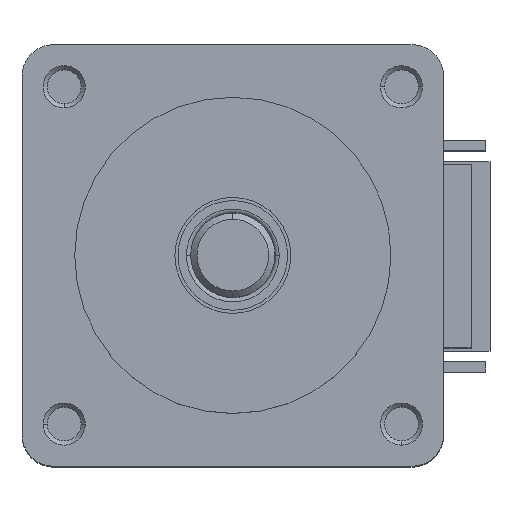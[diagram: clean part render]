
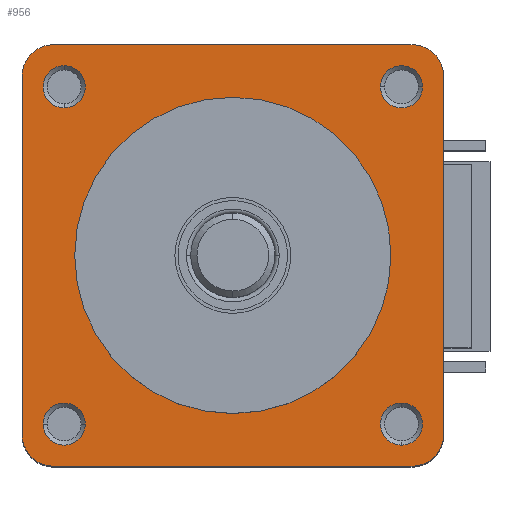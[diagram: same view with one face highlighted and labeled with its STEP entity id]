
A CAD part, top view. The second image highlights one B-rep face of the part: STEP entity #956.
In plain terms, the highlighted planar face has unit normal (0, 0, 1).
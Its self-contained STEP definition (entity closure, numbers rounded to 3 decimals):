
#1=CARTESIAN_POINT('',(0.,0.,5.5));
#2=DIRECTION('',(0.,0.,1.));
#3=DIRECTION('',(0.,-1.,0.));
#4=AXIS2_PLACEMENT_3D('',#1,#2,#3);
#6=CARTESIAN_POINT('',(0.,0.,5.5));
#7=DIRECTION('',(0.,0.,1.));
#8=DIRECTION('',(0.,1.,0.));
#9=AXIS2_PLACEMENT_3D('',#6,#7,#8);
#11=CARTESIAN_POINT('',(8.5,8.5,5.5));
#12=DIRECTION('',(0.,0.,1.));
#13=DIRECTION('',(1.,0.,0.));
#14=AXIS2_PLACEMENT_3D('',#11,#12,#13);
#16=DIRECTION('',(0.,1.,0.));
#17=VECTOR('',#16,17.);
#18=CARTESIAN_POINT('',(10.,-8.5,5.5));
#19=LINE('',#18,#17);
#20=CARTESIAN_POINT('',(8.5,-8.5,5.5));
#21=DIRECTION('',(0.,0.,1.));
#22=DIRECTION('',(0.,-1.,0.));
#23=AXIS2_PLACEMENT_3D('',#20,#21,#22);
#25=DIRECTION('',(1.,0.,0.));
#26=VECTOR('',#25,17.);
#27=CARTESIAN_POINT('',(-8.5,-10.,5.5));
#28=LINE('',#27,#26);
#29=CARTESIAN_POINT('',(-8.5,-8.5,5.5));
#30=DIRECTION('',(0.,0.,1.));
#31=DIRECTION('',(-1.,0.,0.));
#32=AXIS2_PLACEMENT_3D('',#29,#30,#31);
#34=DIRECTION('',(0.,-1.,0.));
#35=VECTOR('',#34,17.);
#36=CARTESIAN_POINT('',(-10.,8.5,5.5));
#37=LINE('',#36,#35);
#38=CARTESIAN_POINT('',(-8.5,8.5,5.5));
#39=DIRECTION('',(0.,0.,1.));
#40=DIRECTION('',(0.,1.,0.));
#41=AXIS2_PLACEMENT_3D('',#38,#39,#40);
#43=DIRECTION('',(-1.,0.,0.));
#44=VECTOR('',#43,17.);
#45=CARTESIAN_POINT('',(8.5,10.,5.5));
#46=LINE('',#45,#44);
#47=CARTESIAN_POINT('',(8.,8.,5.5));
#48=DIRECTION('',(0.,0.,-1.));
#49=DIRECTION('',(1.,0.,0.));
#50=AXIS2_PLACEMENT_3D('',#47,#48,#49);
#52=CARTESIAN_POINT('',(8.,8.,5.5));
#53=DIRECTION('',(0.,0.,-1.));
#54=DIRECTION('',(-1.,0.,0.));
#55=AXIS2_PLACEMENT_3D('',#52,#53,#54);
#57=CARTESIAN_POINT('',(8.,-8.,5.5));
#58=DIRECTION('',(0.,0.,-1.));
#59=DIRECTION('',(0.,1.,0.));
#60=AXIS2_PLACEMENT_3D('',#57,#58,#59);
#62=CARTESIAN_POINT('',(8.,-8.,5.5));
#63=DIRECTION('',(0.,0.,-1.));
#64=DIRECTION('',(0.,-1.,0.));
#65=AXIS2_PLACEMENT_3D('',#62,#63,#64);
#67=CARTESIAN_POINT('',(-8.,-8.,5.5));
#68=DIRECTION('',(0.,0.,-1.));
#69=DIRECTION('',(1.,0.,0.));
#70=AXIS2_PLACEMENT_3D('',#67,#68,#69);
#72=CARTESIAN_POINT('',(-8.,-8.,5.5));
#73=DIRECTION('',(0.,0.,-1.));
#74=DIRECTION('',(-1.,0.,0.));
#75=AXIS2_PLACEMENT_3D('',#72,#73,#74);
#77=CARTESIAN_POINT('',(-8.,8.,5.5));
#78=DIRECTION('',(0.,0.,-1.));
#79=DIRECTION('',(0.,-1.,0.));
#80=AXIS2_PLACEMENT_3D('',#77,#78,#79);
#82=CARTESIAN_POINT('',(-8.,8.,5.5));
#83=DIRECTION('',(0.,0.,-1.));
#84=DIRECTION('',(0.,1.,0.));
#85=AXIS2_PLACEMENT_3D('',#82,#83,#84);
#707=CARTESIAN_POINT('',(0.,-7.5,5.5));
#708=CARTESIAN_POINT('',(0.,7.5,5.5));
#709=VERTEX_POINT('',#707);
#710=VERTEX_POINT('',#708);
#783=CARTESIAN_POINT('',(10.,8.5,5.5));
#784=VERTEX_POINT('',#783);
#785=CARTESIAN_POINT('',(8.5,10.,5.5));
#786=VERTEX_POINT('',#785);
#787=CARTESIAN_POINT('',(10.,-8.5,5.5));
#788=VERTEX_POINT('',#787);
#789=CARTESIAN_POINT('',(-8.5,10.,5.5));
#790=VERTEX_POINT('',#789);
#795=CARTESIAN_POINT('',(-10.,8.5,5.5));
#796=VERTEX_POINT('',#795);
#801=CARTESIAN_POINT('',(-10.,-8.5,5.5));
#802=VERTEX_POINT('',#801);
#803=CARTESIAN_POINT('',(-8.5,-10.,5.5));
#804=VERTEX_POINT('',#803);
#809=CARTESIAN_POINT('',(8.5,-10.,5.5));
#810=VERTEX_POINT('',#809);
#863=CARTESIAN_POINT('',(9.,8.,5.5));
#864=CARTESIAN_POINT('',(7.,8.,5.5));
#865=VERTEX_POINT('',#863);
#866=VERTEX_POINT('',#864);
#871=CARTESIAN_POINT('',(8.,-7.,5.5));
#872=CARTESIAN_POINT('',(8.,-9.,5.5));
#873=VERTEX_POINT('',#871);
#874=VERTEX_POINT('',#872);
#879=CARTESIAN_POINT('',(-7.,-8.,5.5));
#880=CARTESIAN_POINT('',(-9.,-8.,5.5));
#881=VERTEX_POINT('',#879);
#882=VERTEX_POINT('',#880);
#887=CARTESIAN_POINT('',(-8.,7.,5.5));
#888=CARTESIAN_POINT('',(-8.,9.,5.5));
#889=VERTEX_POINT('',#887);
#890=VERTEX_POINT('',#888);
#903=CARTESIAN_POINT('',(0.,0.,5.5));
#904=DIRECTION('',(0.,0.,1.));
#905=DIRECTION('',(0.,-1.,0.));
#906=AXIS2_PLACEMENT_3D('',#903,#904,#905);
#907=PLANE('',#906);
#909=ORIENTED_EDGE('',*,*,#908,.F.);
#911=ORIENTED_EDGE('',*,*,#910,.F.);
#913=ORIENTED_EDGE('',*,*,#912,.F.);
#915=ORIENTED_EDGE('',*,*,#914,.F.);
#917=ORIENTED_EDGE('',*,*,#916,.F.);
#919=ORIENTED_EDGE('',*,*,#918,.F.);
#921=ORIENTED_EDGE('',*,*,#920,.F.);
#923=ORIENTED_EDGE('',*,*,#922,.F.);
#924=EDGE_LOOP('',(#909,#911,#913,#915,#917,#919,#921,#923));
#925=FACE_OUTER_BOUND('',#924,.F.);
#927=ORIENTED_EDGE('',*,*,#926,.T.);
#929=ORIENTED_EDGE('',*,*,#928,.T.);
#930=EDGE_LOOP('',(#927,#929));
#931=FACE_BOUND('',#930,.F.);
#933=ORIENTED_EDGE('',*,*,#932,.F.);
#935=ORIENTED_EDGE('',*,*,#934,.F.);
#936=EDGE_LOOP('',(#933,#935));
#937=FACE_BOUND('',#936,.F.);
#939=ORIENTED_EDGE('',*,*,#938,.F.);
#941=ORIENTED_EDGE('',*,*,#940,.F.);
#942=EDGE_LOOP('',(#939,#941));
#943=FACE_BOUND('',#942,.F.);
#945=ORIENTED_EDGE('',*,*,#944,.F.);
#947=ORIENTED_EDGE('',*,*,#946,.F.);
#948=EDGE_LOOP('',(#945,#947));
#949=FACE_BOUND('',#948,.F.);
#951=ORIENTED_EDGE('',*,*,#950,.F.);
#953=ORIENTED_EDGE('',*,*,#952,.F.);
#954=EDGE_LOOP('',(#951,#953));
#955=FACE_BOUND('',#954,.F.);
#956=ADVANCED_FACE('',(#925,#931,#937,#943,#949,#955),#907,.T.);
#5=CIRCLE('',#4,7.5);
#10=CIRCLE('',#9,7.5);
#15=CIRCLE('',#14,1.5);
#24=CIRCLE('',#23,1.5);
#33=CIRCLE('',#32,1.5);
#42=CIRCLE('',#41,1.5);
#51=CIRCLE('',#50,1.);
#56=CIRCLE('',#55,1.);
#61=CIRCLE('',#60,1.);
#66=CIRCLE('',#65,1.);
#71=CIRCLE('',#70,1.);
#76=CIRCLE('',#75,1.);
#81=CIRCLE('',#80,1.);
#86=CIRCLE('',#85,1.);
#908=EDGE_CURVE('',#784,#786,#15,.T.);
#910=EDGE_CURVE('',#788,#784,#19,.T.);
#912=EDGE_CURVE('',#810,#788,#24,.T.);
#914=EDGE_CURVE('',#804,#810,#28,.T.);
#916=EDGE_CURVE('',#802,#804,#33,.T.);
#918=EDGE_CURVE('',#796,#802,#37,.T.);
#920=EDGE_CURVE('',#790,#796,#42,.T.);
#922=EDGE_CURVE('',#786,#790,#46,.T.);
#926=EDGE_CURVE('',#709,#710,#5,.T.);
#928=EDGE_CURVE('',#710,#709,#10,.T.);
#932=EDGE_CURVE('',#865,#866,#51,.T.);
#934=EDGE_CURVE('',#866,#865,#56,.T.);
#938=EDGE_CURVE('',#873,#874,#61,.T.);
#940=EDGE_CURVE('',#874,#873,#66,.T.);
#944=EDGE_CURVE('',#881,#882,#71,.T.);
#946=EDGE_CURVE('',#882,#881,#76,.T.);
#950=EDGE_CURVE('',#889,#890,#81,.T.);
#952=EDGE_CURVE('',#890,#889,#86,.T.);
